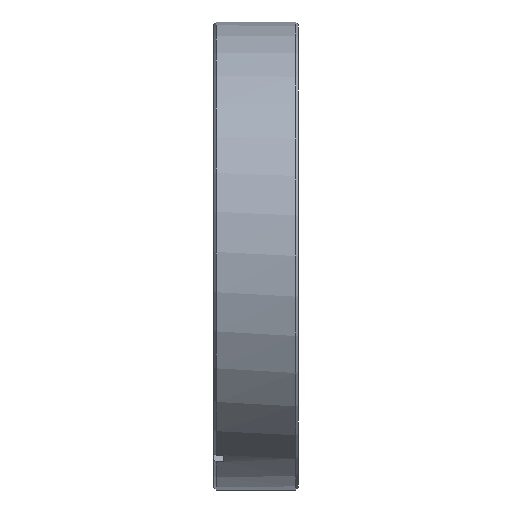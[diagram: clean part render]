
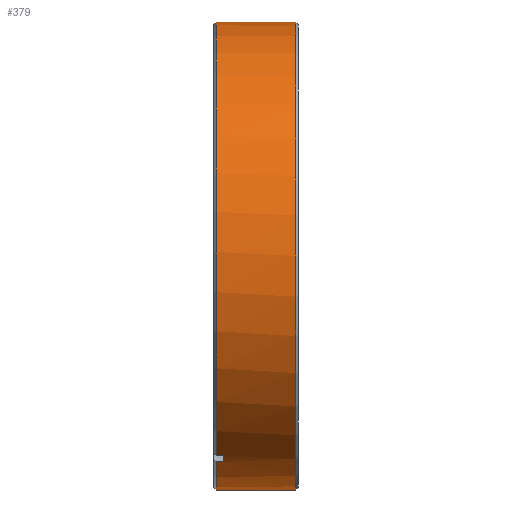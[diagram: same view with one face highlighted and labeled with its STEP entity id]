
A CAD part, left-side view. The second image highlights one B-rep face of the part: STEP entity #379.
In plain terms, the highlighted cylindrical face has radius 35 mm (diameter 70 mm), a partial arc.
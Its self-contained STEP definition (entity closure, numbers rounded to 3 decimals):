
#64 = CARTESIAN_POINT ( 'NONE',  ( 0., 0.4, 35. ) ) ;
#75 = CARTESIAN_POINT ( 'NONE',  ( -16.627, 11.2, -30.799 ) ) ;
#82 = CARTESIAN_POINT ( 'NONE',  ( -18.359, 12.3, -29.799 ) ) ;
#106 = CARTESIAN_POINT ( 'NONE',  ( 0., 12.3, 35. ) ) ;
#111 = CARTESIAN_POINT ( 'NONE',  ( -16.627, 12.3, -30.799 ) ) ;
#124 = CARTESIAN_POINT ( 'NONE',  ( 0., 12.3, -35. ) ) ;
#224 = CARTESIAN_POINT ( 'NONE',  ( 0., 0.4, -35. ) ) ;
#256 = AXIS2_PLACEMENT_3D ( 'NONE', #1722, #1121, #1473 ) ;
#267 = AXIS2_PLACEMENT_3D ( 'NONE', #1890, #1492, #1847 ) ;
#270 = CIRCLE ( 'NONE', #309, 35. ) ;
#292 = VECTOR ( 'NONE', #1646, 1000. ) ;
#307 = CIRCLE ( 'NONE', #267, 35. ) ;
#309 = AXIS2_PLACEMENT_3D ( 'NONE', #1807, #1576, #1896 ) ;
#312 = CIRCLE ( 'NONE', #256, 35. ) ;
#328 = AXIS2_PLACEMENT_3D ( 'NONE', #1804, #1619, #1524 ) ;
#341 = VECTOR ( 'NONE', #1315, 1000. ) ;
#379 = ADVANCED_FACE ( 'NONE', ( #1450 ), #1517, .T. ) ;
#416 = EDGE_CURVE ( 'NONE', #926, #1050, #1273, .T. ) ;
#420 = EDGE_CURVE ( 'NONE', #891, #1025, #1680, .T. ) ;
#456 = EDGE_CURVE ( 'NONE', #908, #1112, #307, .T. ) ;
#457 = EDGE_CURVE ( 'NONE', #1112, #978, #1751, .T. ) ;
#465 = EDGE_CURVE ( 'NONE', #1050, #978, #270, .T. ) ;
#466 = EDGE_CURVE ( 'NONE', #891, #926, #312, .T. ) ;
#467 = EDGE_CURVE ( 'NONE', #1051, #908, #1786, .T. ) ;
#526 = EDGE_CURVE ( 'NONE', #1051, #1025, #776, .T. ) ;
#585 = ORIENTED_EDGE ( 'NONE', *, *, #420, .F. ) ;
#589 = ORIENTED_EDGE ( 'NONE', *, *, #416, .T. ) ;
#623 = ORIENTED_EDGE ( 'NONE', *, *, #456, .F. ) ;
#656 = ORIENTED_EDGE ( 'NONE', *, *, #526, .T. ) ;
#736 = VECTOR ( 'NONE', #1638, 1000. ) ;
#776 = CIRCLE ( 'NONE', #782, 35. ) ;
#782 = AXIS2_PLACEMENT_3D ( 'NONE', #1216, #1329, #1200 ) ;
#856 = VECTOR ( 'NONE', #1395, 1000. ) ;
#891 = VERTEX_POINT ( 'NONE', #224 ) ;
#908 = VERTEX_POINT ( 'NONE', #75 ) ;
#926 = VERTEX_POINT ( 'NONE', #64 ) ;
#978 = VERTEX_POINT ( 'NONE', #82 ) ;
#1025 = VERTEX_POINT ( 'NONE', #124 ) ;
#1050 = VERTEX_POINT ( 'NONE', #106 ) ;
#1051 = VERTEX_POINT ( 'NONE', #111 ) ;
#1112 = VERTEX_POINT ( 'NONE', #1963 ) ;
#1121 = DIRECTION ( 'NONE',  ( 0., 1., 0. ) ) ;
#1157 = ORIENTED_EDGE ( 'NONE', *, *, #466, .T. ) ;
#1200 = DIRECTION ( 'NONE',  ( 0., 0., 1. ) ) ;
#1216 = CARTESIAN_POINT ( 'NONE',  ( 0., 12.3, 0. ) ) ;
#1242 = CARTESIAN_POINT ( 'NONE',  ( 0., 31.392, 35. ) ) ;
#1261 = ORIENTED_EDGE ( 'NONE', *, *, #467, .F. ) ;
#1273 = LINE ( 'NONE', #1242, #736 ) ;
#1315 = DIRECTION ( 'NONE',  ( 0., -1., 0. ) ) ;
#1329 = DIRECTION ( 'NONE',  ( 0., -1., 0. ) ) ;
#1395 = DIRECTION ( 'NONE',  ( 0., 1., 0. ) ) ;
#1450 = FACE_OUTER_BOUND ( 'NONE', #1802, .T. ) ;
#1473 = DIRECTION ( 'NONE',  ( 0., 0., -1. ) ) ;
#1482 = CARTESIAN_POINT ( 'NONE',  ( -18.359, 31.392, -29.799 ) ) ;
#1492 = DIRECTION ( 'NONE',  ( 0., 1., 0. ) ) ;
#1517 = CYLINDRICAL_SURFACE ( 'NONE', #328, 35. ) ;
#1524 = DIRECTION ( 'NONE',  ( 0., 0., 1. ) ) ;
#1534 = CARTESIAN_POINT ( 'NONE',  ( -16.627, 31.392, -30.799 ) ) ;
#1576 = DIRECTION ( 'NONE',  ( 0., -1., 0. ) ) ;
#1619 = DIRECTION ( 'NONE',  ( 0., 1., 0. ) ) ;
#1631 = ORIENTED_EDGE ( 'NONE', *, *, #465, .T. ) ;
#1638 = DIRECTION ( 'NONE',  ( 0., 1., 0. ) ) ;
#1646 = DIRECTION ( 'NONE',  ( 0., 1., 0. ) ) ;
#1680 = LINE ( 'NONE', #1919, #856 ) ;
#1722 = CARTESIAN_POINT ( 'NONE',  ( 0., 0.4, 0. ) ) ;
#1751 = LINE ( 'NONE', #1482, #292 ) ;
#1786 = LINE ( 'NONE', #1534, #341 ) ;
#1802 = EDGE_LOOP ( 'NONE', ( #585, #1157, #589, #1631, #1826, #623, #1261, #656 ) ) ;
#1804 = CARTESIAN_POINT ( 'NONE',  ( 0., 31.392, 0. ) ) ;
#1807 = CARTESIAN_POINT ( 'NONE',  ( 0., 12.3, 0. ) ) ;
#1826 = ORIENTED_EDGE ( 'NONE', *, *, #457, .F. ) ;
#1847 = DIRECTION ( 'NONE',  ( 0., 0., -1. ) ) ;
#1890 = CARTESIAN_POINT ( 'NONE',  ( 0., 11.2, 0. ) ) ;
#1896 = DIRECTION ( 'NONE',  ( 0., 0., 1. ) ) ;
#1919 = CARTESIAN_POINT ( 'NONE',  ( 0., 31.392, -35. ) ) ;
#1963 = CARTESIAN_POINT ( 'NONE',  ( -18.359, 11.2, -29.799 ) ) ;
